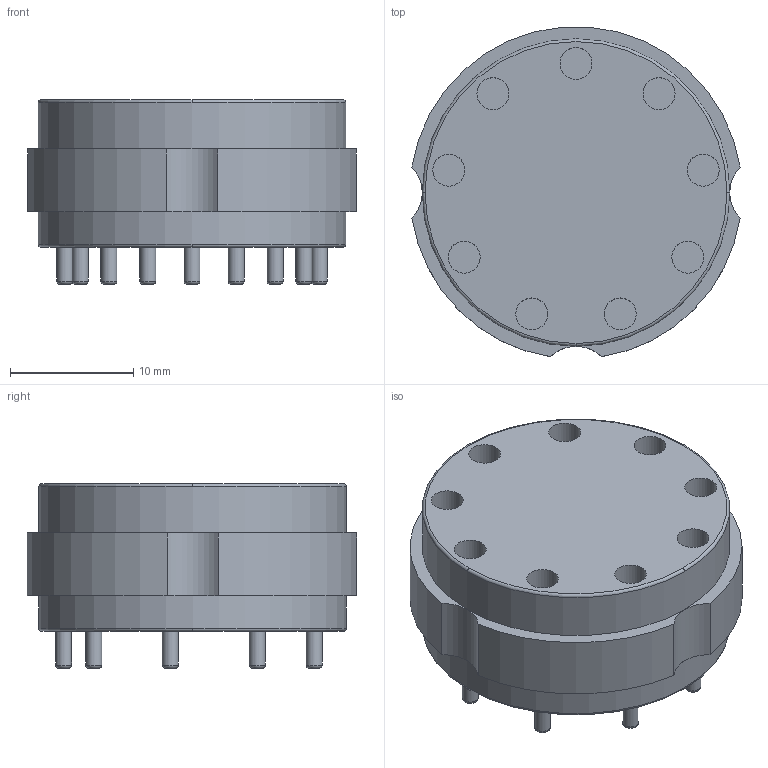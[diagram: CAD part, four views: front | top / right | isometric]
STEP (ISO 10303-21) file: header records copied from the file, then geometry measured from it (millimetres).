
FILE_DESCRIPTION(/* description */ ('model of Valve_Socket_Loctal-B9G-D21.00mm_Pin'),/* implementation_level */ '2;1');
FILE_NAME(/* name */ 'Valve_Socket_Loctal-B9G-D21.00mm_Pin.step',/* time_stamp */ '2018-11-25T10:55:49',/* author */ ('kicad StepUp','ksu'),/* organization */ ('FreeCAD'),/* preprocessor_version */ 'OCC',/* originating_system */ 'kicad StepUp',/* authorisation */ '');
FILE_SCHEMA(('AUTOMOTIVE_DESIGN { 1 0 10303 214 1 1 1 1 }'));
Length unit declared in the file: millimetre
Products named in the file (1): Valve_Socket_Loctal_B9G_D2100mm_Pin
Bounding box: 26.68 x 26.79 x 15 mm (x, y, z)
Volume: 6010.4 mm3; surface area: 2640.7 mm2
Topology: 1 solids, 1 shells, 67 faces, 122 edges, 75 vertices
Faces by surface type: cylinder 26, plane 26, torus 15
Full cylindrical faces by diameter (mm): 1.3 x9, 2.6 x9, 25 x2
Entity records: 2160 total; most frequent: DIRECTION 352, CARTESIAN_POINT 267, ORIENTED_EDGE 244, AXIS2_PLACEMENT_3D 164, EDGE_CURVE 122, CIRCLE 96, FACE_BOUND 85, EDGE_LOOP 85
